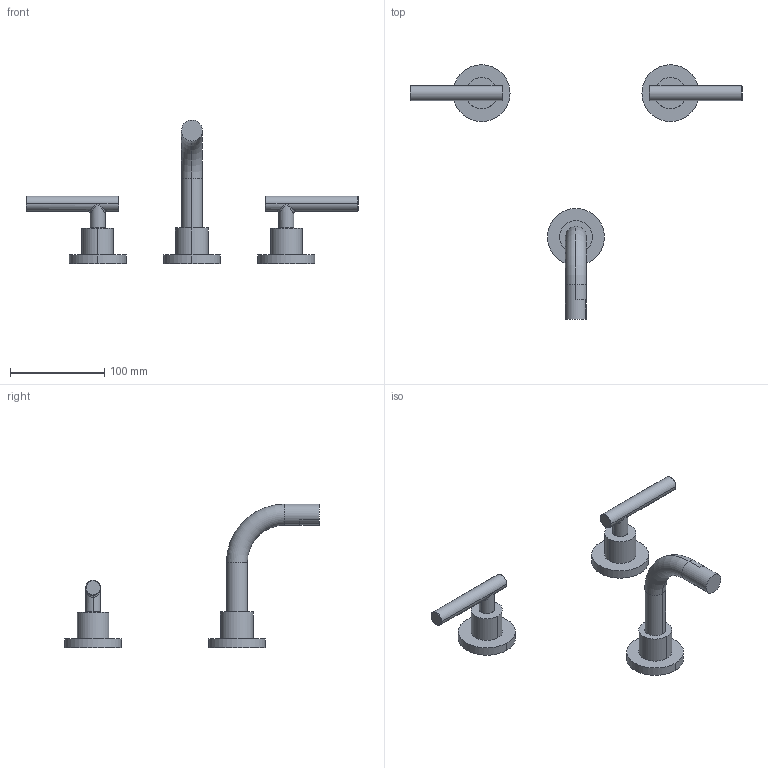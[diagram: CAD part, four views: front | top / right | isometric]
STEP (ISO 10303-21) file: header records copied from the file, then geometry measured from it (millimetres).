
FILE_DESCRIPTION((''),'2;1');
FILE_NAME('3-995L_SW0001','2020-12-01T11:47:19',('rsmith'),(''),'CREO PARAMETRIC BY PTC INC, 2018400','CREO PARAMETRIC BY PTC INC, 2018400','');
FILE_SCHEMA(('AUTOMOTIVE_DESIGN { 1 0 10303 214 1 1 1 1 }'));
Length unit declared in the file: inch
Products named in the file (1): 3-995L_SW0001
Bounding box: 351.87 x 269.94 x 152.34 mm (x, y, z)
Volume: 270222.1 mm3; surface area: 55369.7 mm2
Topology: 3 solids, 3 shells, 64 faces, 126 edges, 76 vertices
Faces by surface type: cylinder 30, plane 16, bspline 8, cone 8, torus 2
Entity records: 3556 total; most frequent: CARTESIAN_POINT 1160, DIRECTION 290, ORIENTED_EDGE 252, PRESENTATION_STYLE_ASSIGNMENT 192, COLOUR_RGB 149, STYLED_ITEM 129, CURVE_STYLE 126, EDGE_CURVE 126
